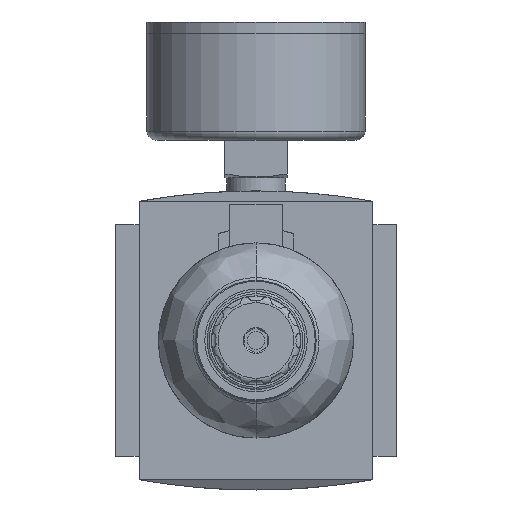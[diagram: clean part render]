
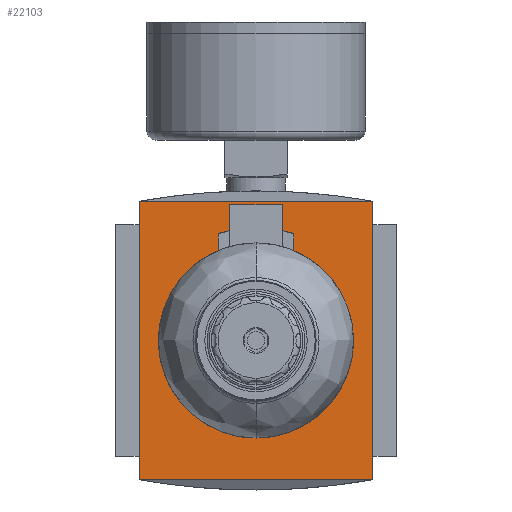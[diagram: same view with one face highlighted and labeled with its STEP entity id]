
A CAD part, front view. The second image highlights one B-rep face of the part: STEP entity #22103.
In plain terms, the highlighted planar face has unit normal (0, -1, 0).
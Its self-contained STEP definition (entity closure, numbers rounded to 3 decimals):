
#167 = VERTEX_POINT ( 'NONE', #4886 ) ;
#665 = VECTOR ( 'NONE', #4115, 1000. ) ;
#2037 = DIRECTION ( 'NONE',  ( 0., 0., 1. ) ) ;
#2547 = EDGE_CURVE ( 'NONE', #32194, #33885, #3762, .T. ) ;
#3762 = LINE ( 'NONE', #35737, #665 ) ;
#4115 = DIRECTION ( 'NONE',  ( 1., 0., 0. ) ) ;
#4349 = EDGE_LOOP ( 'NONE', ( #23669, #7429, #17018, #14934 ) ) ;
#4827 = CARTESIAN_POINT ( 'NONE',  ( 26.25, -37.5, -31.25 ) ) ;
#4886 = CARTESIAN_POINT ( 'NONE',  ( -26.25, -37.5, 31.25 ) ) ;
#5662 = DIRECTION ( 'NONE',  ( 0., 0., -1. ) ) ;
#6033 = CARTESIAN_POINT ( 'NONE',  ( 26.25, -37.5, 31.25 ) ) ;
#7429 = ORIENTED_EDGE ( 'NONE', *, *, #2547, .T. ) ;
#7430 = VERTEX_POINT ( 'NONE', #16049 ) ;
#7589 = CARTESIAN_POINT ( 'NONE',  ( -26.25, -37.5, -31.25 ) ) ;
#11483 = LINE ( 'NONE', #6033, #17772 ) ;
#14934 = ORIENTED_EDGE ( 'NONE', *, *, #35455, .T. ) ;
#15738 = AXIS2_PLACEMENT_3D ( 'NONE', #31125, #25318, #16619 ) ;
#16049 = CARTESIAN_POINT ( 'NONE',  ( 26.25, -37.5, 31.25 ) ) ;
#16619 = DIRECTION ( 'NONE',  ( 1., 0., 0. ) ) ;
#17018 = ORIENTED_EDGE ( 'NONE', *, *, #17101, .F. ) ;
#17101 = EDGE_CURVE ( 'NONE', #7430, #33885, #11483, .T. ) ;
#17772 = VECTOR ( 'NONE', #5662, 1000. ) ;
#17791 = LINE ( 'NONE', #7589, #20016 ) ;
#19623 = LINE ( 'NONE', #26647, #30292 ) ;
#20016 = VECTOR ( 'NONE', #2037, 1000. ) ;
#22103 = ADVANCED_FACE ( 'NONE', ( #22816 ), #31260, .F. ) ;
#22816 = FACE_OUTER_BOUND ( 'NONE', #4349, .T. ) ;
#23669 = ORIENTED_EDGE ( 'NONE', *, *, #29354, .F. ) ;
#23989 = DIRECTION ( 'NONE',  ( -1., 0., 0. ) ) ;
#25318 = DIRECTION ( 'NONE',  ( 0., 1., 0. ) ) ;
#26647 = CARTESIAN_POINT ( 'NONE',  ( 0., -37.5, 31.25 ) ) ;
#29354 = EDGE_CURVE ( 'NONE', #32194, #167, #17791, .T. ) ;
#30292 = VECTOR ( 'NONE', #23989, 1000. ) ;
#31125 = CARTESIAN_POINT ( 'NONE',  ( 0., -37.5, 116.435 ) ) ;
#31260 = PLANE ( 'NONE',  #15738 ) ;
#32194 = VERTEX_POINT ( 'NONE', #36769 ) ;
#33885 = VERTEX_POINT ( 'NONE', #4827 ) ;
#35455 = EDGE_CURVE ( 'NONE', #7430, #167, #19623, .T. ) ;
#35737 = CARTESIAN_POINT ( 'NONE',  ( 0., -37.5, -31.25 ) ) ;
#36769 = CARTESIAN_POINT ( 'NONE',  ( -26.25, -37.5, -31.25 ) ) ;
